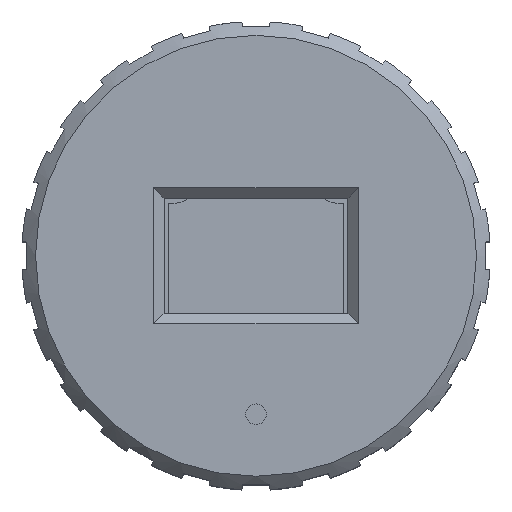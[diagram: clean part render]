
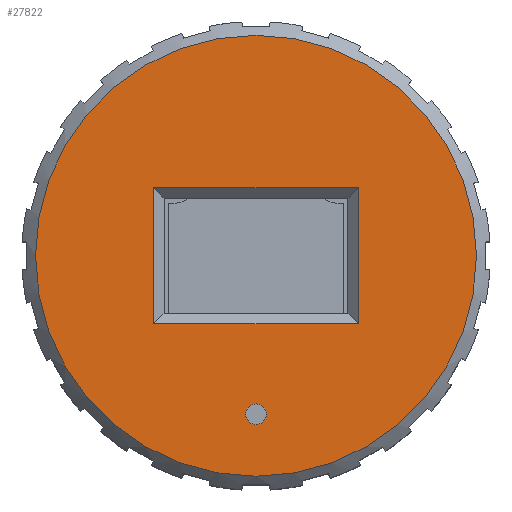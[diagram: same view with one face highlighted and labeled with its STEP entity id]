
A CAD part, top view. The second image highlights one B-rep face of the part: STEP entity #27822.
In plain terms, the highlighted planar face has unit normal (0, 0, 1).
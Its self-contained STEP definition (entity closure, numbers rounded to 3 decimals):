
#2978=FACE_BOUND('',#6025,.T.);
#2979=FACE_BOUND('',#6026,.T.);
#4423=FACE_OUTER_BOUND('',#6024,.T.);
#6024=EDGE_LOOP('',(#25515));
#6025=EDGE_LOOP('',(#25516));
#6026=EDGE_LOOP('',(#25517,#25518,#25519,#25520));
#6827=CIRCLE('',#30240,1.5);
#6828=CIRCLE('',#30248,32.);
#9178=LINE('',#53495,#11541);
#9182=LINE('',#53503,#11545);
#9185=LINE('',#53509,#11548);
#9189=LINE('',#53515,#11552);
#11541=VECTOR('',#37051,10.);
#11545=VECTOR('',#37057,10.);
#11548=VECTOR('',#37062,10.);
#11552=VECTOR('',#37068,10.);
#14030=VERTEX_POINT('',#53489);
#14031=VERTEX_POINT('',#53493);
#14032=VERTEX_POINT('',#53494);
#14035=VERTEX_POINT('',#53502);
#14037=VERTEX_POINT('',#53508);
#14039=VERTEX_POINT('',#53522);
#17887=EDGE_CURVE('',#14030,#14030,#6827,.T.);
#17889=EDGE_CURVE('',#14031,#14032,#9178,.T.);
#17893=EDGE_CURVE('',#14032,#14035,#9182,.T.);
#17896=EDGE_CURVE('',#14035,#14037,#9185,.T.);
#17900=EDGE_CURVE('',#14037,#14031,#9189,.T.);
#17904=EDGE_CURVE('',#14039,#14039,#6828,.T.);
#25515=ORIENTED_EDGE('',*,*,#17904,.F.);
#25516=ORIENTED_EDGE('',*,*,#17887,.T.);
#25517=ORIENTED_EDGE('',*,*,#17889,.F.);
#25518=ORIENTED_EDGE('',*,*,#17900,.F.);
#25519=ORIENTED_EDGE('',*,*,#17896,.F.);
#25520=ORIENTED_EDGE('',*,*,#17893,.F.);
#26377=PLANE('',#30247);
#27822=ADVANCED_FACE('',(#4423,#2978,#2979),#26377,.T.);
#30240=AXIS2_PLACEMENT_3D('',#53490,#37046,#37047);
#30247=AXIS2_PLACEMENT_3D('',#53521,#37076,#37077);
#30248=AXIS2_PLACEMENT_3D('',#53523,#37078,#37079);
#37046=DIRECTION('center_axis',(0.,0.,
-1.));
#37047=DIRECTION('ref_axis',(1.,0.,0.));
#37051=DIRECTION('',(1.,0.,0.));
#37057=DIRECTION('',(0.,1.,0.));
#37062=DIRECTION('',(-1.,0.,0.));
#37068=DIRECTION('',(0.,-1.,0.));
#37076=DIRECTION('center_axis',(0.,0.,
1.));
#37077=DIRECTION('ref_axis',(-1.,0.,0.));
#37078=DIRECTION('center_axis',(0.,0.,
-1.));
#37079=DIRECTION('ref_axis',(-1.,0.,0.));
#53489=CARTESIAN_POINT('',(-1.5,-23.,2.));
#53490=CARTESIAN_POINT('Origin',(0.,-23.,2.));
#53493=CARTESIAN_POINT('',(-14.85,-9.88,2.));
#53494=CARTESIAN_POINT('',(14.85,-9.88,2.));
#53495=CARTESIAN_POINT('',(6.675,-9.88,2.));
#53502=CARTESIAN_POINT('',(14.85,9.88,2.));
#53503=CARTESIAN_POINT('',(14.85,4.19,2.));
#53508=CARTESIAN_POINT('',(-14.85,9.88,2.));
#53509=CARTESIAN_POINT('',(-6.675,9.88,2.));
#53515=CARTESIAN_POINT('',(-14.85,-4.19,2.));
#53521=CARTESIAN_POINT('Origin',(0.,0.,
2.));
#53522=CARTESIAN_POINT('',(32.,0.,2.));
#53523=CARTESIAN_POINT('Origin',(0.,0.,
2.));
